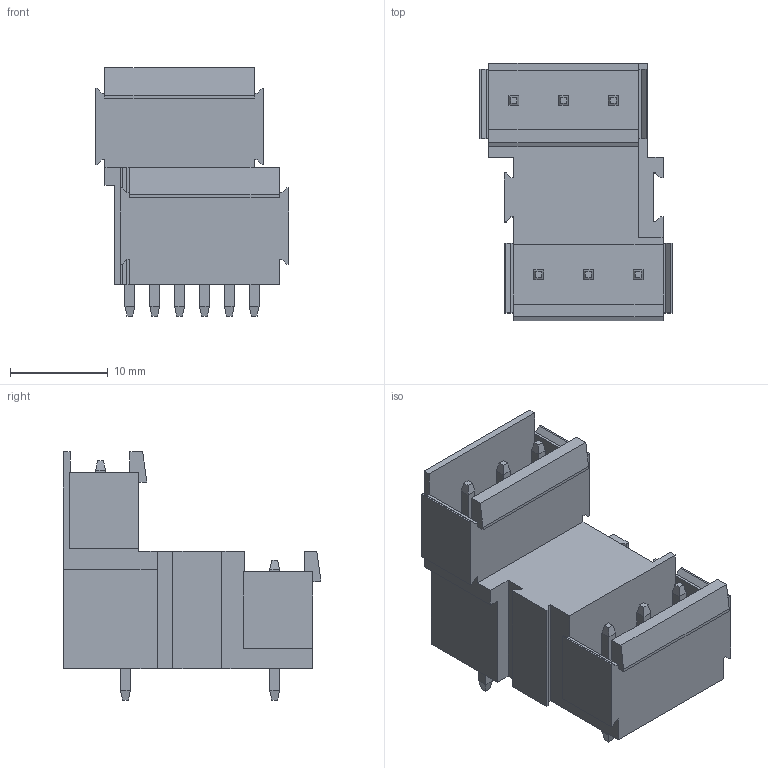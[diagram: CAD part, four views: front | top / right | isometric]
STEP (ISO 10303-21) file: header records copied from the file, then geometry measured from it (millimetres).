
FILE_DESCRIPTION(('CATIA V5 STEP Exchange','CAx-IF Rec.Pracs.--- Model Styling and Organization---1.2---2011-12-15'),'2;1');
FILE_NAME ('D1454999_0_1726750000_1726750000.stp','2018-11-10T05:42:03+00:00',('none'),('Weidmueller'),'CATIA Version 5-6 Release 2014','CATIA V5 STEP AP214','none');
FILE_SCHEMA(('AUTOMOTIVE_DESIGN { 1 0 10303 214 1 1 1 1 }'));
Length unit declared in the file: millimetre
Products named in the file (1): 1726750000
Bounding box: 19.78 x 26.28 x 25.36 mm (x, y, z)
Volume: 4566.6 mm3; surface area: 3826.3 mm2
Topology: 7 solids, 7 shells, 243 faces, 631 edges, 402 vertices
Faces by surface type: plane 219, cylinder 24
Entity records: 6764 total; most frequent: ORIENTED_EDGE 1262, CARTESIAN_POINT 1229, DIRECTION 877, EDGE_CURVE 631, VECTOR 535, LINE 535, VERTEX_POINT 402, EDGE_LOOP 255
